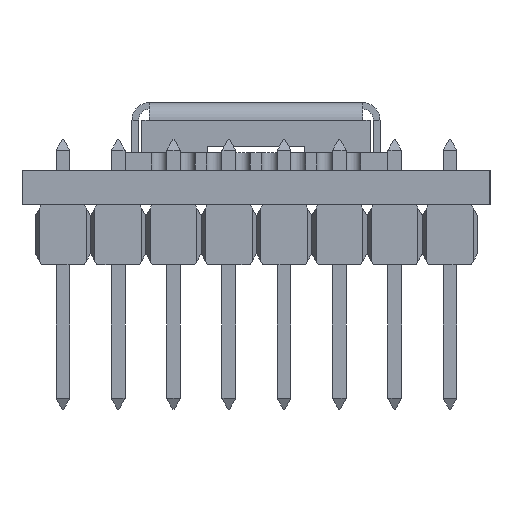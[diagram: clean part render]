
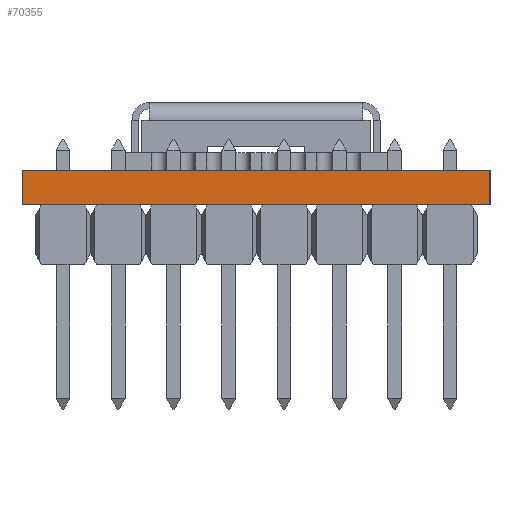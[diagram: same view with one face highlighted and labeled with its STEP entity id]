
A CAD part, left-side view. The second image highlights one B-rep face of the part: STEP entity #70355.
In plain terms, the highlighted planar face has unit normal (-1, 0, 0).
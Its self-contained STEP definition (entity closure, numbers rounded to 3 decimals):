
#1778 = DIRECTION ( 'NONE',  ( 0., 0., 1. ) ) ;
#2668 = EDGE_CURVE ( 'NONE', #60629, #46142, #25540, .T. ) ;
#4697 = FACE_OUTER_BOUND ( 'NONE', #74454, .T. ) ;
#5049 = ORIENTED_EDGE ( 'NONE', *, *, #2668, .F. ) ;
#7277 = CARTESIAN_POINT ( 'NONE',  ( 0., 0., 0. ) ) ;
#12157 = ORIENTED_EDGE ( 'NONE', *, *, #58215, .T. ) ;
#13671 = DIRECTION ( 'NONE',  ( 0., 0., -1. ) ) ;
#17622 = VECTOR ( 'NONE', #1778, 1000. ) ;
#17843 = CARTESIAN_POINT ( 'NONE',  ( 0., 21.5, 0. ) ) ;
#24497 = DIRECTION ( 'NONE',  ( 1., 0., 0. ) ) ;
#25540 = LINE ( 'NONE', #76083, #39491 ) ;
#30840 = ORIENTED_EDGE ( 'NONE', *, *, #47266, .T. ) ;
#30868 = CARTESIAN_POINT ( 'NONE',  ( 0., 21.5, -1.59 ) ) ;
#30921 = LINE ( 'NONE', #30868, #62402 ) ;
#35708 = DIRECTION ( 'NONE',  ( 0., -1., 0. ) ) ;
#37091 = CARTESIAN_POINT ( 'NONE',  ( 0., 21.5, -1.59 ) ) ;
#39326 = EDGE_CURVE ( 'NONE', #45461, #39918, #71633, .T. ) ;
#39491 = VECTOR ( 'NONE', #55956, 1000. ) ;
#39918 = VERTEX_POINT ( 'NONE', #7277 ) ;
#43404 = CARTESIAN_POINT ( 'NONE',  ( 0., 0., -1.59 ) ) ;
#45461 = VERTEX_POINT ( 'NONE', #17843 ) ;
#46142 = VERTEX_POINT ( 'NONE', #37091 ) ;
#47266 = EDGE_CURVE ( 'NONE', #60629, #39918, #64941, .T. ) ;
#53294 = CARTESIAN_POINT ( 'NONE',  ( 0., 21.5, 0. ) ) ;
#55912 = VECTOR ( 'NONE', #35708, 1000. ) ;
#55956 = DIRECTION ( 'NONE',  ( 0., 1., 0. ) ) ;
#58215 = EDGE_CURVE ( 'NONE', #45461, #46142, #30921, .T. ) ;
#60028 = CARTESIAN_POINT ( 'NONE',  ( 0., 21.5, -1.59 ) ) ;
#60629 = VERTEX_POINT ( 'NONE', #76875 ) ;
#62402 = VECTOR ( 'NONE', #13671, 1000. ) ;
#64941 = LINE ( 'NONE', #43404, #17622 ) ;
#65700 = PLANE ( 'NONE',  #66908 ) ;
#65990 = DIRECTION ( 'NONE',  ( 0., 0., -1. ) ) ;
#66908 = AXIS2_PLACEMENT_3D ( 'NONE', #60028, #24497, #65990 ) ;
#70355 = ADVANCED_FACE ( 'NONE', ( #4697 ), #65700, .F. ) ;
#71633 = LINE ( 'NONE', #53294, #55912 ) ;
#71651 = ORIENTED_EDGE ( 'NONE', *, *, #39326, .F. ) ;
#74454 = EDGE_LOOP ( 'NONE', ( #30840, #71651, #12157, #5049 ) ) ;
#76083 = CARTESIAN_POINT ( 'NONE',  ( 0., 0., -1.59 ) ) ;
#76875 = CARTESIAN_POINT ( 'NONE',  ( 0., 0., -1.59 ) ) ;
